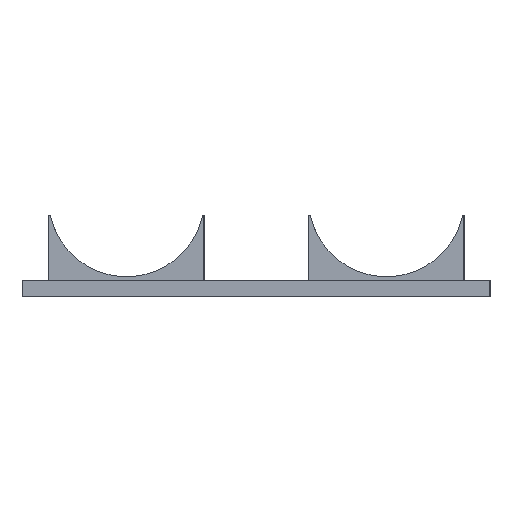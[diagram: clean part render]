
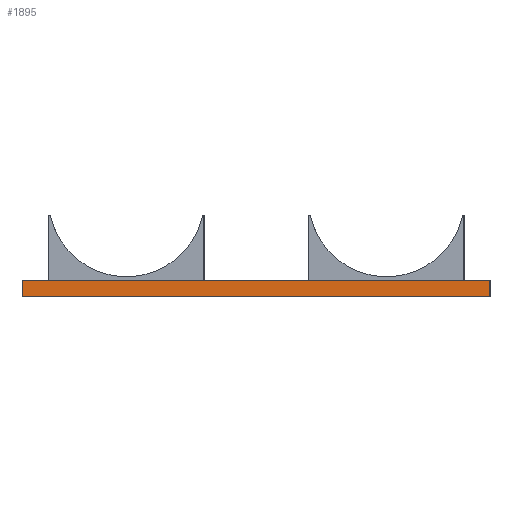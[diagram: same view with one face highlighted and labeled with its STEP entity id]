
A CAD part, left-side view. The second image highlights one B-rep face of the part: STEP entity #1895.
In plain terms, the highlighted planar face has unit normal (-1, 0, 0).
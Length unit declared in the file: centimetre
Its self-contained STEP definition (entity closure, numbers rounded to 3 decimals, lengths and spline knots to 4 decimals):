
#188=FACE_OUTER_BOUND('',#304,.T.);
#304=EDGE_LOOP('',(#1706,#1707,#1708,#1709));
#529=LINE('',#3019,#763);
#535=LINE('',#3031,#769);
#538=LINE('',#3036,#772);
#539=LINE('',#3038,#773);
#763=VECTOR('',#2482,1.);
#769=VECTOR('',#2490,1.);
#772=VECTOR('',#2497,1.);
#773=VECTOR('',#2500,1.);
#939=VERTEX_POINT('',#3016);
#940=VERTEX_POINT('',#3018);
#942=VERTEX_POINT('',#3024);
#945=VERTEX_POINT('',#3029);
#1191=EDGE_CURVE('',#939,#940,#529,.T.);
#1197=EDGE_CURVE('',#945,#942,#535,.T.);
#1200=EDGE_CURVE('',#940,#945,#538,.F.);
#1201=EDGE_CURVE('',#939,#942,#539,.F.);
#1706=ORIENTED_EDGE('',*,*,#1201,.T.);
#1707=ORIENTED_EDGE('',*,*,#1197,.F.);
#1708=ORIENTED_EDGE('',*,*,#1200,.F.);
#1709=ORIENTED_EDGE('',*,*,#1191,.F.);
#1801=PLANE('',#2020);
#1895=ADVANCED_FACE('',(#188),#1801,.F.);
#2020=AXIS2_PLACEMENT_3D('',#3037,#2498,#2499);
#2482=DIRECTION('',(0.,-1.,0.));
#2490=DIRECTION('',(0.,1.,0.));
#2497=DIRECTION('',(0.,0.,1.));
#2498=DIRECTION('center_axis',(1.,0.,0.));
#2499=DIRECTION('ref_axis',(0.,0.,-1.));
#2500=DIRECTION('',(0.,0.,1.));
#3016=CARTESIAN_POINT('',(-4.1,8.4,1.));
#3018=CARTESIAN_POINT('',(-4.1,1.2,1.));
#3019=CARTESIAN_POINT('',(-4.1,4.,1.));
#3024=CARTESIAN_POINT('',(-4.1,8.4,0.75));
#3029=CARTESIAN_POINT('',(-4.1,1.2,0.75));
#3031=CARTESIAN_POINT('',(-4.1,4.,0.75));
#3036=CARTESIAN_POINT('',(-4.1,1.2,0.5));
#3037=CARTESIAN_POINT('Origin',(-4.1,4.,0.5));
#3038=CARTESIAN_POINT('',(-4.1,8.4,0.5));
